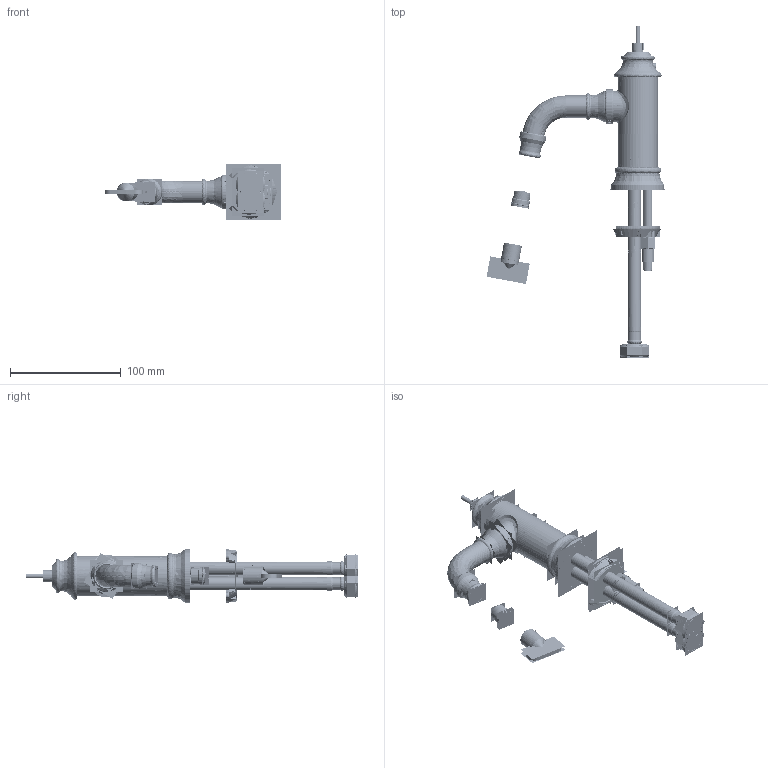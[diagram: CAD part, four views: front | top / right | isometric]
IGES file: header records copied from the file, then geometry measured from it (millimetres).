
Start section:  PTC IGES file: ARC 2035 CHR.igs
Global section: file name: ARC 2035 CHR.igs; native system: Pro/ENGINEER by Parametric Technology Corporation; preprocessor: 2009360; author: user33; organization: Unknown; date: 20200406.082747; units: millimetre
Bounding box: 161.63 x 299.92 x 50.57 mm (x, y, z)
Volume: 213467.2 mm3; surface area: 1125702.1 mm2
Topology: 46 solids, 70 shells, 3248 faces, 17310 edges, 22778 vertices
Faces by surface type: revolution 2042, bspline 1190, extrusion 16
